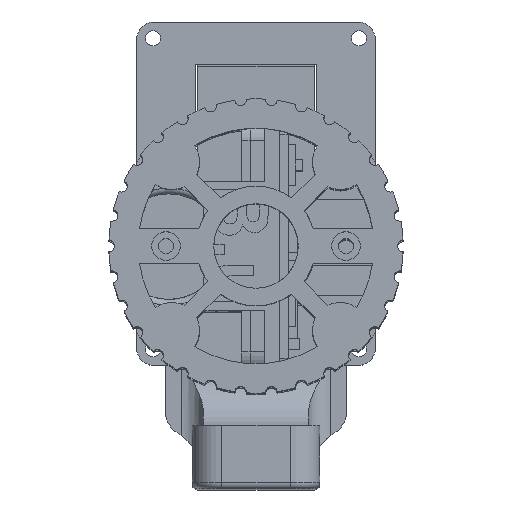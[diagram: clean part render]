
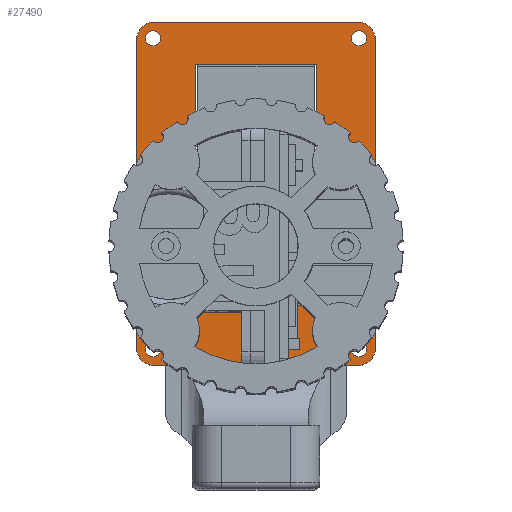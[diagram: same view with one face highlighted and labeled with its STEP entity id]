
A CAD part, top view. The second image highlights one B-rep face of the part: STEP entity #27490.
In plain terms, the highlighted planar face has unit normal (0, 0, 1).
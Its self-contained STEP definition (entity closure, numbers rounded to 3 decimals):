
#800=FACE_BOUND('',#3881,.T.);
#801=FACE_BOUND('',#3882,.T.);
#802=FACE_BOUND('',#3883,.T.);
#803=FACE_BOUND('',#3884,.T.);
#804=FACE_BOUND('',#3885,.T.);
#805=FACE_BOUND('',#3886,.T.);
#806=FACE_BOUND('',#3887,.T.);
#1392=PLANE('',#29600);
#2266=FACE_OUTER_BOUND('',#3880,.T.);
#3880=EDGE_LOOP('',(#21313,#21314,#21315,#21316,#21317,#21318,#21319,#21320));
#3881=EDGE_LOOP('',(#21321));
#3882=EDGE_LOOP('',(#21322));
#3883=EDGE_LOOP('',(#21323));
#3884=EDGE_LOOP('',(#21324));
#3885=EDGE_LOOP('',(#21325));
#3886=EDGE_LOOP('',(#21326,#21327,#21328,#21329));
#3887=EDGE_LOOP('',(#21330));
#6187=LINE('',#42512,#8718);
#6197=LINE('',#42549,#8728);
#6203=LINE('',#42567,#8734);
#6205=LINE('',#42571,#8736);
#6207=LINE('',#42575,#8738);
#6209=LINE('',#42578,#8740);
#6213=LINE('',#42592,#8744);
#6214=LINE('',#42594,#8745);
#8718=VECTOR('',#34446,10.);
#8728=VECTOR('',#34478,10.);
#8734=VECTOR('',#34498,10.);
#8736=VECTOR('',#34502,10.);
#8738=VECTOR('',#34506,10.);
#8740=VECTOR('',#34510,10.);
#8744=VECTOR('',#34528,10.);
#8745=VECTOR('',#34531,10.);
#10383=CIRCLE('',#29563,0.5);
#10385=CIRCLE('',#29566,0.5);
#10386=CIRCLE('',#29568,3.);
#10395=CIRCLE('',#29580,3.);
#10396=CIRCLE('',#29583,3.);
#10397=CIRCLE('',#29585,3.);
#10398=CIRCLE('',#29587,1.28);
#10399=CIRCLE('',#29593,1.28);
#10400=CIRCLE('',#29595,1.28);
#10401=CIRCLE('',#29597,1.28);
#12335=VERTEX_POINT('',#42489);
#12337=VERTEX_POINT('',#42495);
#12338=VERTEX_POINT('',#42499);
#12339=VERTEX_POINT('',#42500);
#12343=VERTEX_POINT('',#42510);
#12357=VERTEX_POINT('',#42542);
#12358=VERTEX_POINT('',#42543);
#12359=VERTEX_POINT('',#42548);
#12360=VERTEX_POINT('',#42552);
#12361=VERTEX_POINT('',#42556);
#12362=VERTEX_POINT('',#42560);
#12363=VERTEX_POINT('',#42564);
#12364=VERTEX_POINT('',#42566);
#12365=VERTEX_POINT('',#42570);
#12366=VERTEX_POINT('',#42574);
#12367=VERTEX_POINT('',#42580);
#12368=VERTEX_POINT('',#42584);
#12369=VERTEX_POINT('',#42588);
#15567=EDGE_CURVE('',#12335,#12335,#10383,.T.);
#15570=EDGE_CURVE('',#12337,#12337,#10385,.T.);
#15571=EDGE_CURVE('',#12338,#12339,#10386,.T.);
#15577=EDGE_CURVE('',#12338,#12343,#6187,.T.);
#15592=EDGE_CURVE('',#12357,#12358,#10395,.T.);
#15595=EDGE_CURVE('',#12359,#12358,#6197,.T.);
#15597=EDGE_CURVE('',#12359,#12360,#10396,.T.);
#15599=EDGE_CURVE('',#12361,#12343,#10397,.T.);
#15601=EDGE_CURVE('',#12362,#12362,#10398,.T.);
#15604=EDGE_CURVE('',#12364,#12363,#6203,.T.);
#15606=EDGE_CURVE('',#12365,#12364,#6205,.T.);
#15608=EDGE_CURVE('',#12366,#12365,#6207,.T.);
#15610=EDGE_CURVE('',#12363,#12366,#6209,.T.);
#15611=EDGE_CURVE('',#12367,#12367,#10399,.T.);
#15613=EDGE_CURVE('',#12368,#12368,#10400,.T.);
#15615=EDGE_CURVE('',#12369,#12369,#10401,.T.);
#15617=EDGE_CURVE('',#12361,#12360,#6213,.T.);
#15618=EDGE_CURVE('',#12357,#12339,#6214,.T.);
#21313=ORIENTED_EDGE('',*,*,#15571,.F.);
#21314=ORIENTED_EDGE('',*,*,#15577,.T.);
#21315=ORIENTED_EDGE('',*,*,#15599,.F.);
#21316=ORIENTED_EDGE('',*,*,#15617,.T.);
#21317=ORIENTED_EDGE('',*,*,#15597,.F.);
#21318=ORIENTED_EDGE('',*,*,#15595,.T.);
#21319=ORIENTED_EDGE('',*,*,#15592,.F.);
#21320=ORIENTED_EDGE('',*,*,#15618,.T.);
#21321=ORIENTED_EDGE('',*,*,#15567,.T.);
#21322=ORIENTED_EDGE('',*,*,#15570,.T.);
#21323=ORIENTED_EDGE('',*,*,#15615,.T.);
#21324=ORIENTED_EDGE('',*,*,#15613,.T.);
#21325=ORIENTED_EDGE('',*,*,#15611,.T.);
#21326=ORIENTED_EDGE('',*,*,#15610,.T.);
#21327=ORIENTED_EDGE('',*,*,#15608,.T.);
#21328=ORIENTED_EDGE('',*,*,#15606,.T.);
#21329=ORIENTED_EDGE('',*,*,#15604,.T.);
#21330=ORIENTED_EDGE('',*,*,#15601,.T.);
#27490=ADVANCED_FACE('',(#2266,#800,#801,#802,#803,#804,#805,#806),#1392,
 .T.);
#29563=AXIS2_PLACEMENT_3D('',#42491,#34425,#34426);
#29566=AXIS2_PLACEMENT_3D('',#42497,#34432,#34433);
#29568=AXIS2_PLACEMENT_3D('',#42501,#34436,#34437);
#29580=AXIS2_PLACEMENT_3D('',#42544,#34472,#34473);
#29583=AXIS2_PLACEMENT_3D('',#42553,#34482,#34483);
#29585=AXIS2_PLACEMENT_3D('',#42557,#34487,#34488);
#29587=AXIS2_PLACEMENT_3D('',#42561,#34492,#34493);
#29593=AXIS2_PLACEMENT_3D('',#42581,#34513,#34514);
#29595=AXIS2_PLACEMENT_3D('',#42585,#34518,#34519);
#29597=AXIS2_PLACEMENT_3D('',#42589,#34523,#34524);
#29600=AXIS2_PLACEMENT_3D('',#42595,#34532,#34533);
#34425=DIRECTION('center_axis',(0.,0.,-1.));
#34426=DIRECTION('ref_axis',(1.,0.,0.));
#34432=DIRECTION('center_axis',(0.,0.,-1.));
#34433=DIRECTION('ref_axis',(1.,0.,0.));
#34436=DIRECTION('center_axis',(0.,0.,-1.));
#34437=DIRECTION('ref_axis',(-0.707,0.707,0.));
#34446=DIRECTION('',(0.,-1.,0.));
#34472=DIRECTION('center_axis',(0.,0.,-1.));
#34473=DIRECTION('ref_axis',(0.707,0.707,0.));
#34478=DIRECTION('',(0.,1.,0.));
#34482=DIRECTION('center_axis',(0.,0.,-1.));
#34483=DIRECTION('ref_axis',(0.707,-0.707,0.));
#34487=DIRECTION('center_axis',(0.,0.,-1.));
#34488=DIRECTION('ref_axis',(-0.707,-0.707,0.));
#34492=DIRECTION('center_axis',(0.,0.,-1.));
#34493=DIRECTION('ref_axis',(1.,0.,0.));
#34498=DIRECTION('',(0.,1.,0.));
#34502=DIRECTION('',(-1.,0.,0.));
#34506=DIRECTION('',(0.,-1.,0.));
#34510=DIRECTION('',(1.,0.,0.));
#34513=DIRECTION('center_axis',(0.,0.,-1.));
#34514=DIRECTION('ref_axis',(1.,0.,0.));
#34518=DIRECTION('center_axis',(0.,0.,-1.));
#34519=DIRECTION('ref_axis',(1.,0.,0.));
#34523=DIRECTION('center_axis',(0.,0.,-1.));
#34524=DIRECTION('ref_axis',(1.,0.,0.));
#34528=DIRECTION('',(1.,0.,0.));
#34531=DIRECTION('',(-1.,0.,0.));
#34532=DIRECTION('center_axis',(0.,0.,1.));
#34533=DIRECTION('ref_axis',(1.,0.,0.));
#42489=CARTESIAN_POINT('',(14.85,0.,24.335));
#42491=CARTESIAN_POINT('Origin',(15.35,0.,
24.335));
#42495=CARTESIAN_POINT('',(-15.85,0.,24.335));
#42497=CARTESIAN_POINT('Origin',(-15.35,0.,24.335));
#42499=CARTESIAN_POINT('',(-20.35,35.51,24.335));
#42500=CARTESIAN_POINT('',(-17.35,38.51,24.335));
#42501=CARTESIAN_POINT('Origin',(-17.35,35.51,24.335));
#42510=CARTESIAN_POINT('',(-20.35,-17.1,24.335));
#42512=CARTESIAN_POINT('',(-20.35,38.51,24.335));
#42542=CARTESIAN_POINT('',(17.35,38.51,24.335));
#42543=CARTESIAN_POINT('',(20.35,35.51,24.335));
#42544=CARTESIAN_POINT('Origin',(17.35,35.51,24.335));
#42548=CARTESIAN_POINT('',(20.35,-17.1,24.335));
#42549=CARTESIAN_POINT('',(20.35,-20.1,24.335));
#42552=CARTESIAN_POINT('',(17.35,-20.1,24.335));
#42553=CARTESIAN_POINT('Origin',(17.35,-17.1,24.335));
#42556=CARTESIAN_POINT('',(-17.35,-20.1,24.335));
#42557=CARTESIAN_POINT('Origin',(-17.35,-17.1,24.335));
#42560=CARTESIAN_POINT('',(-18.85,-17.32,24.335));
#42561=CARTESIAN_POINT('Origin',(-17.57,-17.32,24.335));
#42564=CARTESIAN_POINT('',(-10.35,31.3,24.335));
#42566=CARTESIAN_POINT('',(-10.35,-9.9,24.335));
#42567=CARTESIAN_POINT('',(-10.35,-9.9,24.335));
#42570=CARTESIAN_POINT('',(10.35,-9.9,24.335));
#42571=CARTESIAN_POINT('',(10.35,-9.9,24.335));
#42574=CARTESIAN_POINT('',(10.35,31.3,24.335));
#42575=CARTESIAN_POINT('',(10.35,31.3,24.335));
#42578=CARTESIAN_POINT('',(-10.35,31.3,24.335));
#42580=CARTESIAN_POINT('',(16.29,35.73,24.335));
#42581=CARTESIAN_POINT('Origin',(17.57,35.73,24.335));
#42584=CARTESIAN_POINT('',(-18.85,35.73,24.335));
#42585=CARTESIAN_POINT('Origin',(-17.57,35.73,24.335));
#42588=CARTESIAN_POINT('',(16.29,-17.32,24.335));
#42589=CARTESIAN_POINT('Origin',(17.57,-17.32,24.335));
#42592=CARTESIAN_POINT('',(-20.35,-20.1,24.335));
#42594=CARTESIAN_POINT('',(20.35,38.51,24.335));
#42595=CARTESIAN_POINT('Origin',(0.,9.205,24.335));
